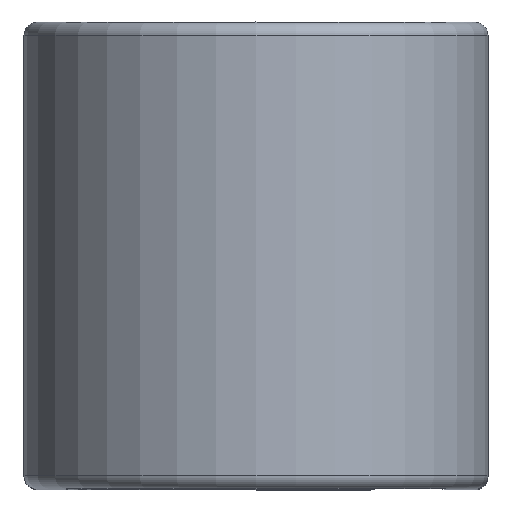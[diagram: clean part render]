
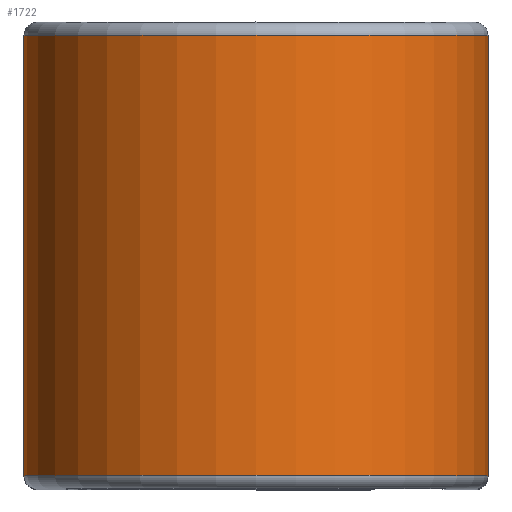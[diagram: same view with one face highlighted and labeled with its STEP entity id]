
A CAD part, top view. The second image highlights one B-rep face of the part: STEP entity #1722.
In plain terms, the highlighted cylindrical face has radius 13.424 mm (diameter 26.848 mm), a partial arc.
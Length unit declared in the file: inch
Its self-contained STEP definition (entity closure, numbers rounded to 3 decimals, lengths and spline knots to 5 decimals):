
#110 = VECTOR ( 'NONE', #373, 39.37008 ) ;
#126 = EDGE_CURVE ( 'NONE', #1791, #1384, #2086, .T. ) ;
#202 = CARTESIAN_POINT ( 'NONE',  ( -0.5285, -0.50125, 0.812 ) ) ;
#227 = AXIS2_PLACEMENT_3D ( 'NONE', #991, #1690, #1229 ) ;
#253 = CARTESIAN_POINT ( 'NONE',  ( 0., 0.50125, 0.812 ) ) ;
#373 = DIRECTION ( 'NONE',  ( 0., 1., 0. ) ) ;
#473 = ORIENTED_EDGE ( 'NONE', *, *, #126, .T. ) ;
#478 = VERTEX_POINT ( 'NONE', #2749 ) ;
#487 = DIRECTION ( 'NONE',  ( 0., 0., -1. ) ) ;
#605 = CARTESIAN_POINT ( 'NONE',  ( -0.5285, 0.50125, 0.812 ) ) ;
#655 = ORIENTED_EDGE ( 'NONE', *, *, #1881, .T. ) ;
#719 = LINE ( 'NONE', #2206, #110 ) ;
#839 = DIRECTION ( 'NONE',  ( 0., 1., 0. ) ) ;
#905 = LINE ( 'NONE', #605, #2052 ) ;
#911 = CYLINDRICAL_SURFACE ( 'NONE', #227, 0.5285 ) ;
#991 = CARTESIAN_POINT ( 'NONE',  ( 0., 0.5, 0.812 ) ) ;
#1032 = DIRECTION ( 'NONE',  ( 0., -1., 0. ) ) ;
#1182 = CARTESIAN_POINT ( 'NONE',  ( -0.5285, 0.50125, 0.812 ) ) ;
#1229 = DIRECTION ( 'NONE',  ( 0., 0., -1. ) ) ;
#1384 = VERTEX_POINT ( 'NONE', #1182 ) ;
#1460 = ORIENTED_EDGE ( 'NONE', *, *, #2333, .F. ) ;
#1638 = EDGE_CURVE ( 'NONE', #478, #2084, #2313, .T. ) ;
#1690 = DIRECTION ( 'NONE',  ( 0., -1., 0. ) ) ;
#1722 = ADVANCED_FACE ( 'NONE', ( #2599 ), #911, .T. ) ;
#1791 = VERTEX_POINT ( 'NONE', #2892 ) ;
#1860 = DIRECTION ( 'NONE',  ( 0., 0., -1. ) ) ;
#1862 = DIRECTION ( 'NONE',  ( 0., -1., 0. ) ) ;
#1867 = AXIS2_PLACEMENT_3D ( 'NONE', #253, #1862, #487 ) ;
#1881 = EDGE_CURVE ( 'NONE', #478, #1791, #719, .T. ) ;
#2052 = VECTOR ( 'NONE', #839, 39.37008 ) ;
#2084 = VERTEX_POINT ( 'NONE', #202 ) ;
#2086 = CIRCLE ( 'NONE', #1867, 0.5285 ) ;
#2206 = CARTESIAN_POINT ( 'NONE',  ( 0.5285, 0.50125, 0.812 ) ) ;
#2313 = CIRCLE ( 'NONE', #2350, 0.5285 ) ;
#2333 = EDGE_CURVE ( 'NONE', #2084, #1384, #905, .T. ) ;
#2350 = AXIS2_PLACEMENT_3D ( 'NONE', #2422, #1032, #1860 ) ;
#2422 = CARTESIAN_POINT ( 'NONE',  ( 0., -0.50125, 0.812 ) ) ;
#2599 = FACE_OUTER_BOUND ( 'NONE', #2886, .T. ) ;
#2749 = CARTESIAN_POINT ( 'NONE',  ( 0.5285, -0.50125, 0.812 ) ) ;
#2886 = EDGE_LOOP ( 'NONE', ( #655, #473, #1460, #2993 ) ) ;
#2892 = CARTESIAN_POINT ( 'NONE',  ( 0.5285, 0.50125, 0.812 ) ) ;
#2993 = ORIENTED_EDGE ( 'NONE', *, *, #1638, .F. ) ;
